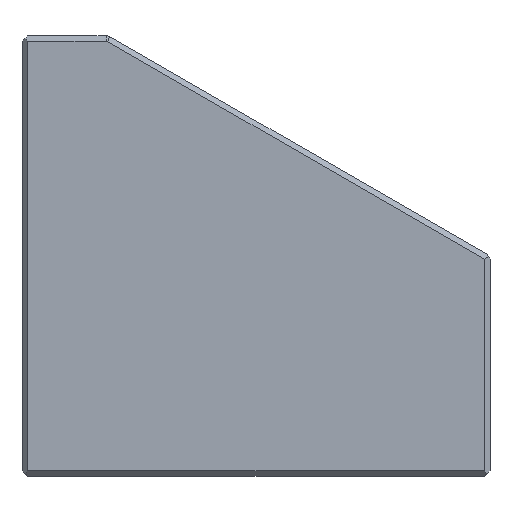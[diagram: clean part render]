
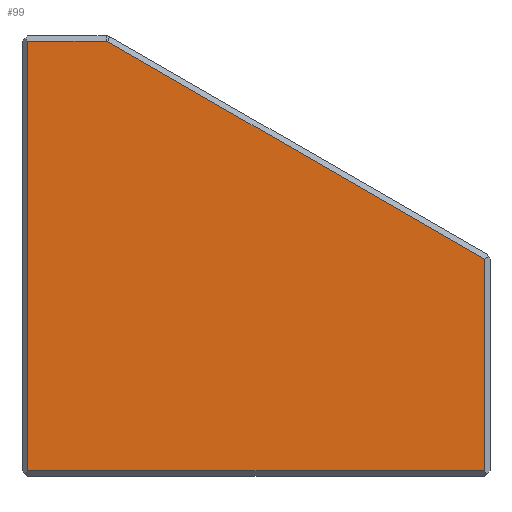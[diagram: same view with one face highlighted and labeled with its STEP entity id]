
A CAD part, left-side view. The second image highlights one B-rep face of the part: STEP entity #99.
In plain terms, the highlighted planar face has unit normal (-1, 0, 0).
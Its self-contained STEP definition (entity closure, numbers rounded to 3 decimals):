
#99 = ADVANCED_FACE( '', ( #178 ), #179, .T. );
#178 = FACE_OUTER_BOUND( '', #298, .T. );
#179 = PLANE( '', #299 );
#298 = EDGE_LOOP( '', ( #573, #574, #575, #576, #577, #578 ) );
#299 = AXIS2_PLACEMENT_3D( '', #579, #580, #581 );
#573 = ORIENTED_EDGE( '', *, *, #804, .T. );
#574 = ORIENTED_EDGE( '', *, *, #805, .T. );
#575 = ORIENTED_EDGE( '', *, *, #806, .T. );
#576 = ORIENTED_EDGE( '', *, *, #775, .T. );
#577 = ORIENTED_EDGE( '', *, *, #766, .T. );
#578 = ORIENTED_EDGE( '', *, *, #760, .T. );
#579 = CARTESIAN_POINT( '', ( 0., -42.5, 0. ) );
#580 = DIRECTION( '', ( -1., 0., 0. ) );
#581 = DIRECTION( '', ( 0., 0., 1. ) );
#760 = EDGE_CURVE( '', #897, #895, #898, .T. );
#766 = EDGE_CURVE( '', #907, #897, #908, .T. );
#775 = EDGE_CURVE( '', #919, #907, #921, .T. );
#804 = EDGE_CURVE( '', #895, #966, #968, .T. );
#805 = EDGE_CURVE( '', #966, #969, #970, .T. );
#806 = EDGE_CURVE( '', #969, #919, #971, .T. );
#895 = VERTEX_POINT( '', #1105 );
#897 = VERTEX_POINT( '', #1108 );
#898 = LINE( '', #1109, #1110 );
#907 = VERTEX_POINT( '', #1124 );
#908 = LINE( '', #1125, #1126 );
#919 = VERTEX_POINT( '', #1144 );
#921 = LINE( '', #1147, #1148 );
#966 = VERTEX_POINT( '', #1215 );
#968 = LINE( '', #1218, #1219 );
#969 = VERTEX_POINT( '', #1220 );
#970 = LINE( '', #1221, #1222 );
#971 = LINE( '', #1223, #1224 );
#1105 = CARTESIAN_POINT( '', ( 0., 41.5, 1. ) );
#1108 = CARTESIAN_POINT( '', ( 0., 41.5, 79. ) );
#1109 = CARTESIAN_POINT( '', ( 0., 41.5, 1. ) );
#1110 = VECTOR( '', #1318, 1000. );
#1124 = CARTESIAN_POINT( '', ( 0., 27.182, 79. ) );
#1125 = CARTESIAN_POINT( '', ( 0., -42.5, 79. ) );
#1126 = VECTOR( '', #1324, 1000. );
#1144 = CARTESIAN_POINT( '', ( 0., 26.936, 78.934 ) );
#1147 = CARTESIAN_POINT( '', ( 0., -57.582, 56.288 ) );
#1148 = VECTOR( '', #1333, 1000. );
#1215 = CARTESIAN_POINT( '', ( 0., -41.5, 1. ) );
#1218 = CARTESIAN_POINT( '', ( 0., -42.5, 1. ) );
#1219 = VECTOR( '', #1372, 1000. );
#1220 = CARTESIAN_POINT( '', ( 0., -41.5, 39.423 ) );
#1221 = CARTESIAN_POINT( '', ( 0., -41.5, 0. ) );
#1222 = VECTOR( '', #1373, 1000. );
#1223 = CARTESIAN_POINT( '', ( 0., 27.05, 79. ) );
#1224 = VECTOR( '', #1374, 1000. );
#1318 = DIRECTION( '', ( 0., 0., -1. ) );
#1324 = DIRECTION( '', ( 0., 1., 0. ) );
#1333 = DIRECTION( '', ( 0., 0.966, 0.259 ) );
#1372 = DIRECTION( '', ( 0., -1., 0. ) );
#1373 = DIRECTION( '', ( 0., 0., 1. ) );
#1374 = DIRECTION( '', ( 0., 0.866, 0.5 ) );
